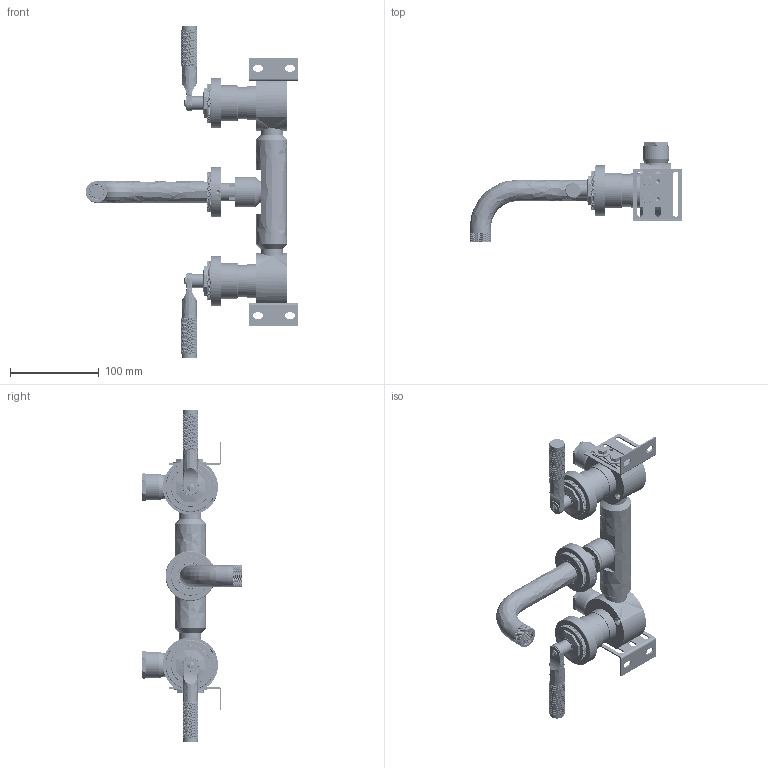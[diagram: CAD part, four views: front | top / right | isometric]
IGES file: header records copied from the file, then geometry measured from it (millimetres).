
Global section: file name: LANDMARK THINNER SPOUTS EXPORTV7K17S-1LK; native system: Autodesk Inventor 2020; preprocessor: unknown; author: clarkin; date: 20221127.041814; units: millimetre
Bounding box: 239.32 x 112.53 x 373.44 mm (x, y, z)
Volume: 575639.9 mm3; surface area: 293662.7 mm2
Topology: 83 solids, 84 shells, 27168 faces, 58042 edges, 31258 vertices
Faces by surface type: bspline 27168
